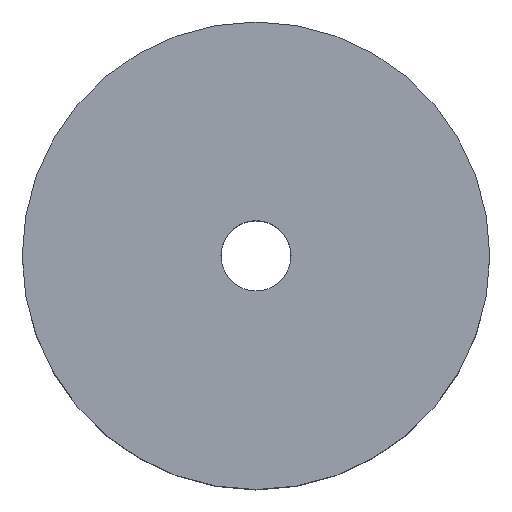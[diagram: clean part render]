
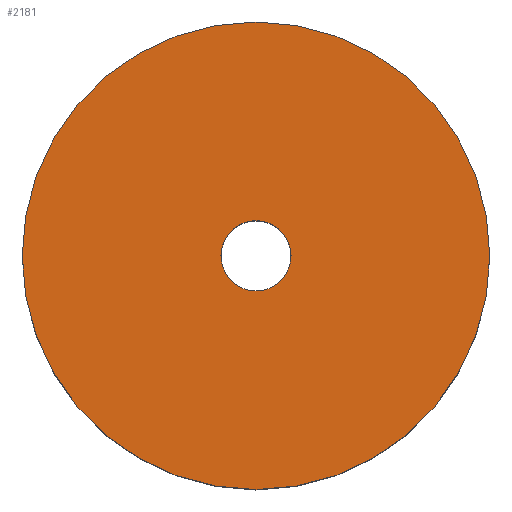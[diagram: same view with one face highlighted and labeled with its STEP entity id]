
A CAD part, top view. The second image highlights one B-rep face of the part: STEP entity #2181.
In plain terms, the highlighted planar face has unit normal (0, 0, 1).
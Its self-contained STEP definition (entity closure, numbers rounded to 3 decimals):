
#17=FACE_BOUND('',#402,.T.);
#66=PLANE('',#2529);
#267=FACE_OUTER_BOUND('',#401,.T.);
#401=EDGE_LOOP('',(#1639));
#402=EDGE_LOOP('',(#1640));
#619=CIRCLE('',#2288,3.);
#811=CIRCLE('',#2530,20.);
#881=VERTEX_POINT('',#3543);
#1041=VERTEX_POINT('',#3947);
#1079=EDGE_CURVE('',#881,#881,#619,.T.);
#1273=EDGE_CURVE('',#1041,#1041,#811,.T.);
#1639=ORIENTED_EDGE('',*,*,#1273,.T.);
#1640=ORIENTED_EDGE('',*,*,#1079,.T.);
#2181=ADVANCED_FACE('',(#267,#17),#66,.T.);
#2288=AXIS2_PLACEMENT_3D('',#3544,#2686,#2687);
#2529=AXIS2_PLACEMENT_3D('',#3946,#3170,#3171);
#2530=AXIS2_PLACEMENT_3D('',#3948,#3172,#3173);
#2686=DIRECTION('center_axis',(0.,0.,-1.));
#2687=DIRECTION('ref_axis',(1.,0.,0.));
#3170=DIRECTION('center_axis',(0.,0.,1.));
#3171=DIRECTION('ref_axis',(1.,0.,0.));
#3172=DIRECTION('center_axis',(0.,0.,1.));
#3173=DIRECTION('ref_axis',(1.,0.,0.));
#3543=CARTESIAN_POINT('',(-3.,0.,18.));
#3544=CARTESIAN_POINT('Origin',(0.,0.,18.));
#3946=CARTESIAN_POINT('Origin',(0.,0.,18.));
#3947=CARTESIAN_POINT('',(-20.,0.,18.));
#3948=CARTESIAN_POINT('Origin',(0.,0.,18.));
